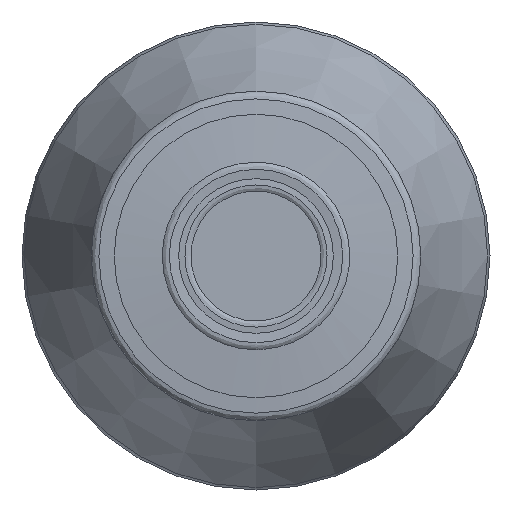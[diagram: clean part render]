
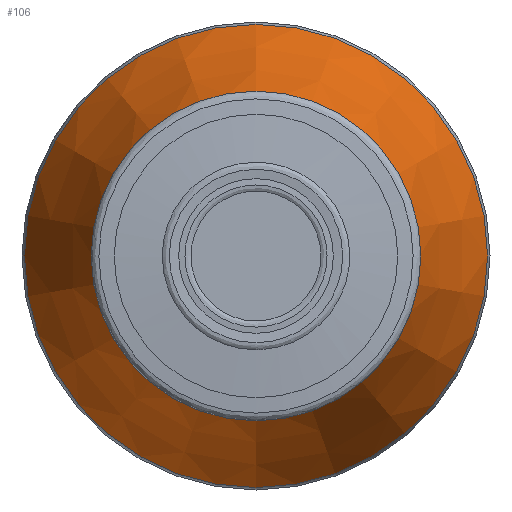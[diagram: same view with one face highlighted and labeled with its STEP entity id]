
A CAD part, left-side view. The second image highlights one B-rep face of the part: STEP entity #106.
In plain terms, the highlighted conical face has half-angle 22.38 degrees and reference radius 21.774 mm.
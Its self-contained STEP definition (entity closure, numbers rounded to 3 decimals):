
#84=CONICAL_SURFACE('',#433,21.774,22.38);
#106=ADVANCED_FACE('',(#159,#160),#84,.T.);
#159=FACE_BOUND('',#216,.T.);
#160=FACE_BOUND('',#217,.T.);
#216=EDGE_LOOP('',(#276));
#217=EDGE_LOOP('',(#277));
#276=ORIENTED_EDGE('',*,*,#352,.T.);
#277=ORIENTED_EDGE('',*,*,#351,.F.);
#321=VERTEX_POINT('',#633);
#322=VERTEX_POINT('',#636);
#351=EDGE_CURVE('',#321,#321,#381,.T.);
#352=EDGE_CURVE('',#322,#322,#382,.T.);
#381=CIRCLE('',#430,21.774);
#382=CIRCLE('',#432,15.377);
#430=AXIS2_PLACEMENT_3D('',#632,#517,#518);
#432=AXIS2_PLACEMENT_3D('',#635,#521,#522);
#433=AXIS2_PLACEMENT_3D('',#637,#523,#524);
#517=DIRECTION('',(1.,0.,0.));
#518=DIRECTION('',(0.,0.,1.));
#521=DIRECTION('',(1.,0.,0.));
#522=DIRECTION('',(0.,0.,1.));
#523=DIRECTION('',(1.,0.,0.));
#524=DIRECTION('',(0.,0.,-1.));
#632=CARTESIAN_POINT('',(145.451,0.,0.));
#633=CARTESIAN_POINT('',(145.451,0.,21.774));
#635=CARTESIAN_POINT('',(129.915,0.,0.));
#636=CARTESIAN_POINT('',(129.915,0.,15.377));
#637=CARTESIAN_POINT('',(145.451,0.,0.));
